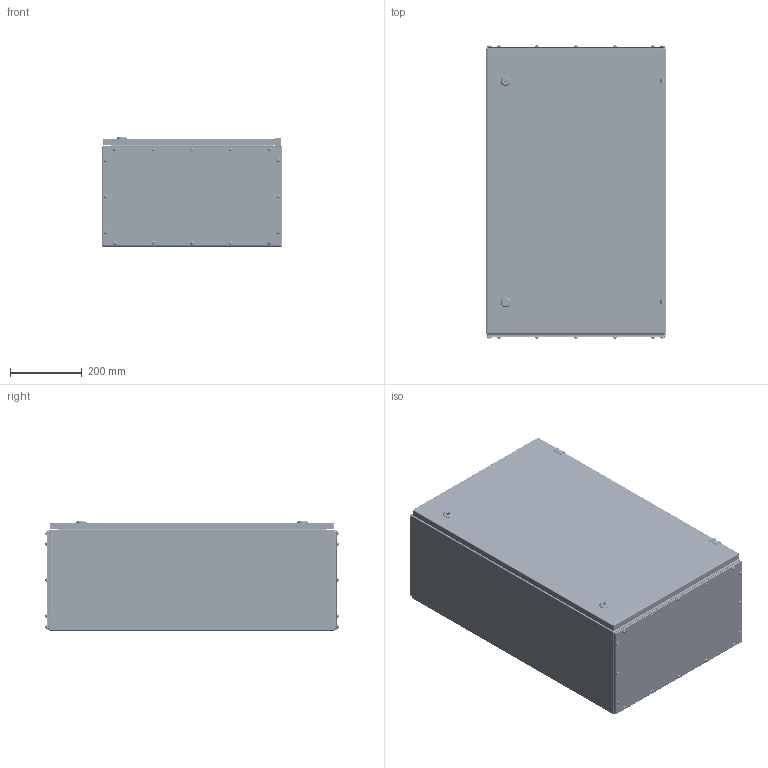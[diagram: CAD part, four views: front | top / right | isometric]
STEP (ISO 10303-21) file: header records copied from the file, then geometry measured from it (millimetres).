
FILE_DESCRIPTION (( 'STEP AP214' ), '1' );
FILE_NAME ('10.050.080.30.STEP', '2024-05-29T04:12:21', ( '' ), ( '' ), 'SwSTEP 2.0', 'SolidWorks 2021', '' );
FILE_SCHEMA (( 'AUTOMOTIVE_DESIGN' ));
Length unit declared in the file: millimetre
Products named in the file (25): Çàêëåïêà ðåçüáîâàÿ Ì8 øåñòèãðàííàÿ ñ óìåíüøåííûì áîðòîì; Çàêëåïêà ðåçüáîâàÿ Ì5 øåñòèãðàííàÿ ñ óìåíüøåííûì áîðòîì; 8SJ_MS705_0510.stp; Áîëò Ì6õ10 ñ øåñòèãðàííîé ãîëîâêîé ñ ïðåññøàéáîé; Ðåéêà H800; Ãàñêåòèíã äâåðè W500H800; Êîðïóñ øêàôà W500H800D300; 8SJ_MS705-1_0040.stp; 8SJ_S1B_0001.stp; Ïðîêëàäêà êðûøêè W500D300; 署赅 W500D300; ﾄ粢 ﾑﾁ W500H800; Øïèëüêà ïðèâàðíàÿ Ì6õ15; 8SJ_MS705_0010.stp; ﾇ瑟鶴 ﾀﾑ ms1000-3M.stp; Ïåðåìû÷êà êàðêàñà W500; Øïèëüêà ïðèâàðíàÿ Ì6õ10; 10.050.080.30; Øïèëüêà ïðèâàðíàÿ Ì6õ20; Âèíò DIN 967 Ì5õ16 ñ ïîëóêðóãëîé ãîëîâêîé ñ êðåñòîîáðàçíûì øëèöåì; 嵑謺麃 檐; Êàðêàñ øêàôà W500H800D300; 8SJ_MS705_0760.stp; SW6X8.stp; Äâåðíîå ïîëîòíî W500H800
Assembly tree (107 placements, depth 4):
  10.050.080.30
    Êàðêàñ øêàôà W500H800D300
      Êîðïóñ øêàôà W500H800D300
      Ïåðåìû÷êà êàðêàñà W500  x2
      Øïèëüêà ïðèâàðíàÿ Ì6õ15  x8
      Øïèëüêà ïðèâàðíàÿ Ì6õ20  x4
    署赅 W500D300  x2
    Ïðîêëàäêà êðûøêè W500D300  x2
    ﾄ粢 ﾑﾁ W500H800
      Äâåðíîå ïîëîòíî W500H800
      Ðåéêà H800  x2
      Ãàñêåòèíã äâåðè W500H800
      Øïèëüêà ïðèâàðíàÿ Ì6õ10  x2
      ﾇ瑟鶴 ﾀﾑ ms1000-3M.stp  x2
        8SJ_MS705_0010.stp
        8SJ_MS705_0510.stp
        8SJ_MS705_0760.stp
        8SJ_S1B_0001.stp
        8SJ_MS705-1_0040.stp
        SW6X8.stp
    嵑謺麃 檐  x2
    Áîëò Ì6õ10 ñ øåñòèãðàííîé ãîëîâêîé ñ ïðåññøàéáîé  x2
    Çàêëåïêà ðåçüáîâàÿ Ì5 øåñòèãðàííàÿ ñ óìåíüøåííûì áîðòîì  x32
    Âèíò DIN 967 Ì5õ16 ñ ïîëóêðóãëîé ãîëîâêîé ñ êðåñòîîáðàçíûì øëèöåì  x32
    Çàêëåïêà ðåçüáîâàÿ Ì8 øåñòèãðàííàÿ ñ óìåíüøåííûì áîðòîì  x4
Bounding box: 500 x 815.11 x 304.65 mm (x, y, z)
Volume: 2162775 mm3; surface area: 3852434.7 mm2
Topology: 107 solids, 119 shells, 6721 faces, 17033 edges, 10608 vertices
Faces by surface type: plane 2807, cylinder 2453, bspline 695, cone 324, torus 266, sphere 176
Entity records: 86865 total; most frequent: CARTESIAN_POINT 42480, ORIENTED_EDGE 9478, DIRECTION 8036, EDGE_CURVE 4745, VERTEX_POINT 2945, AXIS2_PLACEMENT_3D 2715, LINE 2606, VECTOR 2606
